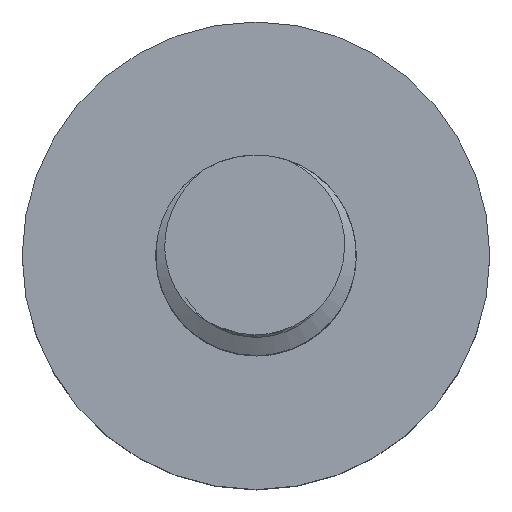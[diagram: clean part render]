
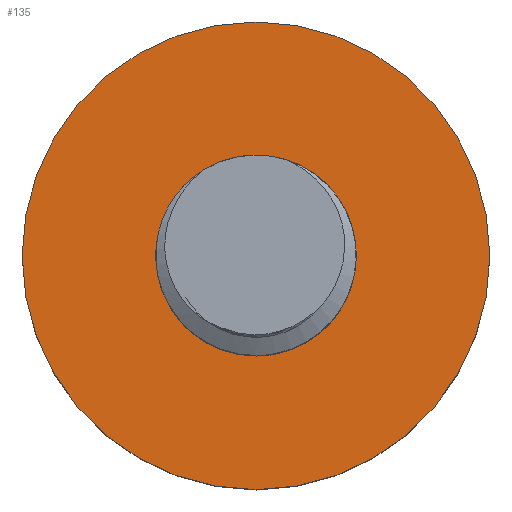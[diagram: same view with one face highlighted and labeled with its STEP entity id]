
A CAD part, top view. The second image highlights one B-rep face of the part: STEP entity #135.
In plain terms, the highlighted face is planar.
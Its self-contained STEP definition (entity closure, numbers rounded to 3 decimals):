
#30=VERTEX_LOOP('',#96);
#31=PLANE('',#161);
#50=ORIENTED_EDGE('',*,*,#75,.F.);
#51=ORIENTED_EDGE('',*,*,#80,.T.);
#75=EDGE_CURVE('',#90,#90,#102,.T.);
#80=EDGE_CURVE('',#95,#95,#104,.T.);
#90=VERTEX_POINT('',#202);
#95=VERTEX_POINT('',#443);
#96=VERTEX_POINT('',#444);
#102=CIRCLE('',#159,1.5);
#104=CIRCLE('',#162,3.5);
#109=EDGE_LOOP('',(#50));
#110=EDGE_LOOP('',(#51));
#121=FACE_BOUND('',#109,.T.);
#122=FACE_BOUND('',#110,.T.);
#123=FACE_BOUND('',#30,.T.);
#135=ADVANCED_FACE('',(#121,#122,#123),#31,.T.);
#159=AXIS2_PLACEMENT_3D('',#201,#174,#175);
#161=AXIS2_PLACEMENT_3D('',#441,#179,#180);
#162=AXIS2_PLACEMENT_3D('',#442,#181,#182);
#174=DIRECTION('',(0.,-1.,0.));
#175=DIRECTION('',(0.,0.,-1.));
#179=DIRECTION('',(0.,-1.,0.));
#180=DIRECTION('',(0.,0.,-1.));
#181=DIRECTION('',(0.,-1.,0.));
#182=DIRECTION('',(0.,0.,-1.));
#201=CARTESIAN_POINT('',(0.,5.,0.));
#202=CARTESIAN_POINT('',(0.,5.,-1.5));
#441=CARTESIAN_POINT('',(0.,5.,1.5));
#442=CARTESIAN_POINT('',(0.,5.,0.));
#443=CARTESIAN_POINT('',(0.,5.,-3.5));
#444=CARTESIAN_POINT('',(0.,5.,1.54));
